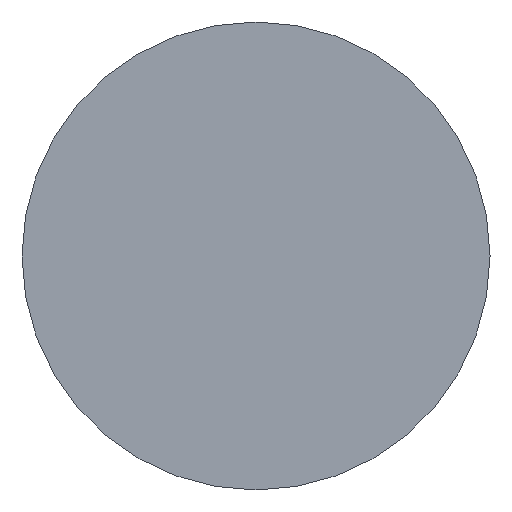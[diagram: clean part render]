
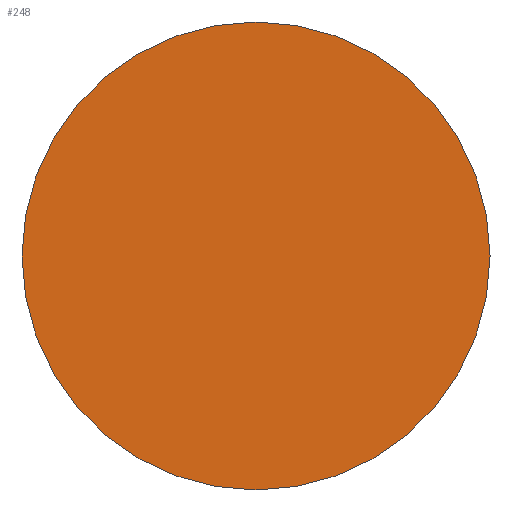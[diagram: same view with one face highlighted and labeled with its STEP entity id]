
A CAD part, front view. The second image highlights one B-rep face of the part: STEP entity #248.
In plain terms, the highlighted planar face has unit normal (0, -1, 0).
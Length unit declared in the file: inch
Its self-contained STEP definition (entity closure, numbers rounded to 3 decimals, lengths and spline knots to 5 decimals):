
#36 = DIRECTION ( 'NONE',  ( 0., 0., -1. ) ) ;
#40 = ORIENTED_EDGE ( 'NONE', *, *, #296, .T. ) ;
#46 = FACE_OUTER_BOUND ( 'NONE', #203, .T. ) ;
#61 = DIRECTION ( 'NONE',  ( 0., -1., 0. ) ) ;
#80 = AXIS2_PLACEMENT_3D ( 'NONE', #278, #137, #339 ) ;
#82 = EDGE_CURVE ( 'NONE', #346, #384, #370, .T. ) ;
#91 = ORIENTED_EDGE ( 'NONE', *, *, #82, .T. ) ;
#113 = DIRECTION ( 'NONE',  ( 0., -1., 0. ) ) ;
#137 = DIRECTION ( 'NONE',  ( 0., -1., 0. ) ) ;
#143 = AXIS2_PLACEMENT_3D ( 'NONE', #461, #113, #36 ) ;
#168 = CARTESIAN_POINT ( 'NONE',  ( 0., 0., -0.15625 ) ) ;
#187 = PLANE ( 'NONE',  #80 ) ;
#203 = EDGE_LOOP ( 'NONE', ( #91, #40 ) ) ;
#248 = ADVANCED_FACE ( 'NONE', ( #46 ), #187, .T. ) ;
#278 = CARTESIAN_POINT ( 'NONE',  ( 0., 0., 0. ) ) ;
#296 = EDGE_CURVE ( 'NONE', #384, #346, #380, .T. ) ;
#301 = CARTESIAN_POINT ( 'NONE',  ( 0., 0., 0. ) ) ;
#339 = DIRECTION ( 'NONE',  ( 0., 0., -1. ) ) ;
#342 = DIRECTION ( 'NONE',  ( 0., 0., -1. ) ) ;
#346 = VERTEX_POINT ( 'NONE', #168 ) ;
#370 = CIRCLE ( 'NONE', #143, 0.15625 ) ;
#380 = CIRCLE ( 'NONE', #431, 0.15625 ) ;
#384 = VERTEX_POINT ( 'NONE', #448 ) ;
#431 = AXIS2_PLACEMENT_3D ( 'NONE', #301, #61, #342 ) ;
#448 = CARTESIAN_POINT ( 'NONE',  ( 0., 0., 0.15625 ) ) ;
#461 = CARTESIAN_POINT ( 'NONE',  ( 0., 0., 0. ) ) ;
